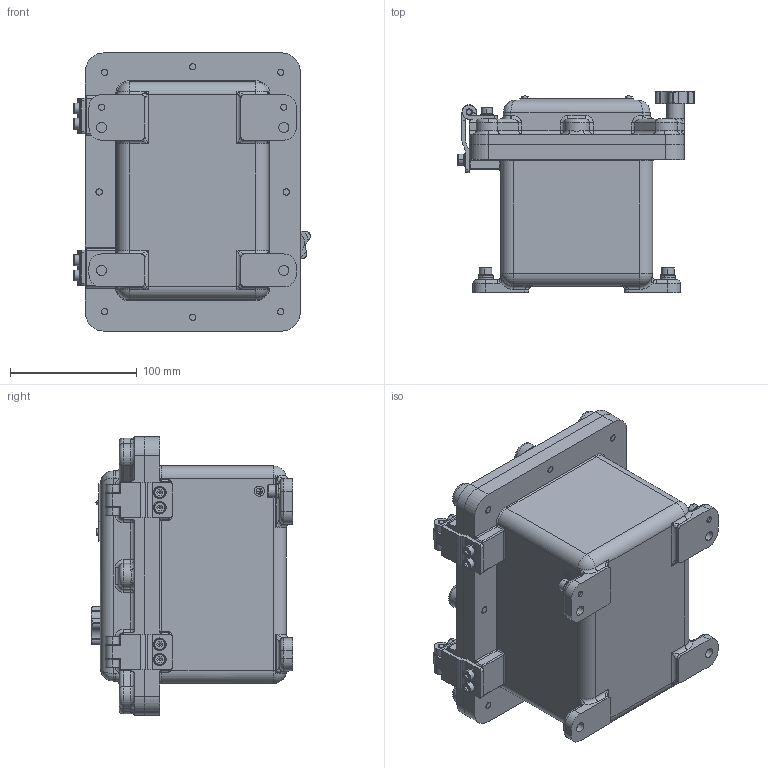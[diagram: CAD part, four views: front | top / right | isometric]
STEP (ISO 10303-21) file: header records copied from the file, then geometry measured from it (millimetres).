
FILE_DESCRIPTION (( 'STEP AP203' ), '1' );
FILE_NAME ('40103010.step', '2019-04-15T14:00:15', ( '' ), ( '' ), 'SwSTEP 2.0', 'SolidWorks 2018', '' );
FILE_SCHEMA (( 'CONFIG_CONTROL_DESIGN' ));
Length unit declared in the file: millimetre
Products named in the file (24): 98063; 83125; 40000000085; 82014_40103010; 40103010; 93414; 92081; 93427; 41149; 40303010; 93711; 40000036126_3g; 70700_Hinge MCN; 93412_PreviewCfg; 93426; 92780; 83131; 56848; 98360; 83130; 70750_Tag & Name Plate MCN; 92788; 92783; 98361
Assembly tree (68 placements, depth 3):
  40103010
    70700_Hinge MCN
    82014_40103010
    40303010
    98063  x12
    93426  x8
    93711  x4
    92081  x4
    70750_Tag & Name Plate MCN
    92783
    93414  x2
    92780
    93412_PreviewCfg  x2
    83125  x8
    40000000085  x8
    41149
    56848  x2
      98360
      98361
      83130
      93427
      83131
  40000036126_3g
  92788
Bounding box: 186.88 x 159.12 x 220 mm (x, y, z)
Volume: 1642596.4 mm3; surface area: 393177.3 mm2
Topology: 77 solids, 77 shells, 2258 faces, 5135 edges, 3029 vertices
Faces by surface type: plane 834, cylinder 793, torus 240, cone 195, bspline 159, sphere 37
Entity records: 50866 total; most frequent: CARTESIAN_POINT 16052, DIRECTION 6676, ORIENTED_EDGE 6396, EDGE_CURVE 3198, AXIS2_PLACEMENT_3D 2600, VERTEX_POINT 1936, EDGE_LOOP 1486, VECTOR 1476
